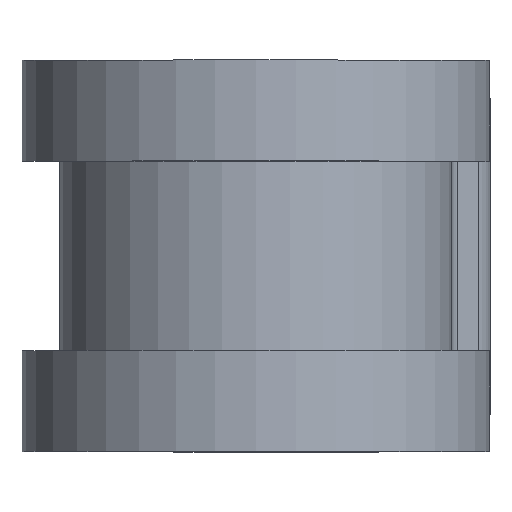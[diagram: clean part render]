
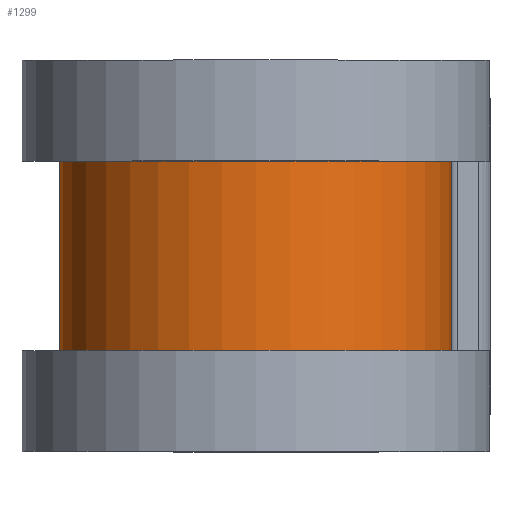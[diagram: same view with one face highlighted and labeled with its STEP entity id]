
A CAD part, top view. The second image highlights one B-rep face of the part: STEP entity #1299.
In plain terms, the highlighted cylindrical face has radius 7.887 mm (diameter 15.773 mm), a partial arc.
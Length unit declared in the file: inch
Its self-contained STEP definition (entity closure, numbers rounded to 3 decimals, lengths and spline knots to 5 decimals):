
#96 = EDGE_CURVE ( 'NONE', #577, #851, #648, .T. ) ;
#106 = DIRECTION ( 'NONE',  ( 0., -1., 0. ) ) ;
#112 = DIRECTION ( 'NONE',  ( 0., 0., -1. ) ) ;
#159 = ORIENTED_EDGE ( 'NONE', *, *, #1263, .T. ) ;
#198 = CARTESIAN_POINT ( 'NONE',  ( 0.3105, -0.15, 0. ) ) ;
#271 = ORIENTED_EDGE ( 'NONE', *, *, #96, .F. ) ;
#289 = CARTESIAN_POINT ( 'NONE',  ( 0.3105, 0.15, 0. ) ) ;
#365 = VERTEX_POINT ( 'NONE', #1653 ) ;
#480 = ORIENTED_EDGE ( 'NONE', *, *, #1236, .T. ) ;
#539 = DIRECTION ( 'NONE',  ( 0., -1., 0. ) ) ;
#568 = ORIENTED_EDGE ( 'NONE', *, *, #607, .F. ) ;
#577 = VERTEX_POINT ( 'NONE', #289 ) ;
#607 = EDGE_CURVE ( 'NONE', #851, #1171, #1030, .T. ) ;
#644 = VECTOR ( 'NONE', #1692, 39.37008 ) ;
#648 = LINE ( 'NONE', #1733, #644 ) ;
#660 = CARTESIAN_POINT ( 'NONE',  ( 0., -0.15, 0. ) ) ;
#675 = CARTESIAN_POINT ( 'NONE',  ( 0., 0.25, -0.3105 ) ) ;
#851 = VERTEX_POINT ( 'NONE', #198 ) ;
#942 = CARTESIAN_POINT ( 'NONE',  ( 0., -0.15, -0.3105 ) ) ;
#955 = CARTESIAN_POINT ( 'NONE',  ( 0., 0.15, 0. ) ) ;
#995 = AXIS2_PLACEMENT_3D ( 'NONE', #955, #106, #1105 ) ;
#1030 = CIRCLE ( 'NONE', #1077, 0.3105 ) ;
#1077 = AXIS2_PLACEMENT_3D ( 'NONE', #660, #1708, #1580 ) ;
#1105 = DIRECTION ( 'NONE',  ( 0., 0., -1. ) ) ;
#1150 = CYLINDRICAL_SURFACE ( 'NONE', #1722, 0.3105 ) ;
#1171 = VERTEX_POINT ( 'NONE', #942 ) ;
#1236 = EDGE_CURVE ( 'NONE', #365, #1171, #1461, .T. ) ;
#1263 = EDGE_CURVE ( 'NONE', #577, #365, #1481, .T. ) ;
#1299 = ADVANCED_FACE ( 'NONE', ( #1507 ), #1150, .T. ) ;
#1364 = CARTESIAN_POINT ( 'NONE',  ( 0., 0.25, 0. ) ) ;
#1461 = LINE ( 'NONE', #675, #1480 ) ;
#1480 = VECTOR ( 'NONE', #539, 39.37008 ) ;
#1481 = CIRCLE ( 'NONE', #995, 0.3105 ) ;
#1505 = DIRECTION ( 'NONE',  ( 0., -1., 0. ) ) ;
#1507 = FACE_OUTER_BOUND ( 'NONE', #1600, .T. ) ;
#1580 = DIRECTION ( 'NONE',  ( 0., 0., -1. ) ) ;
#1600 = EDGE_LOOP ( 'NONE', ( #271, #159, #480, #568 ) ) ;
#1653 = CARTESIAN_POINT ( 'NONE',  ( 0., 0.15, -0.3105 ) ) ;
#1692 = DIRECTION ( 'NONE',  ( 0., -1., 0. ) ) ;
#1708 = DIRECTION ( 'NONE',  ( 0., -1., 0. ) ) ;
#1722 = AXIS2_PLACEMENT_3D ( 'NONE', #1364, #1505, #112 ) ;
#1733 = CARTESIAN_POINT ( 'NONE',  ( 0.3105, 0.25, 0. ) ) ;
